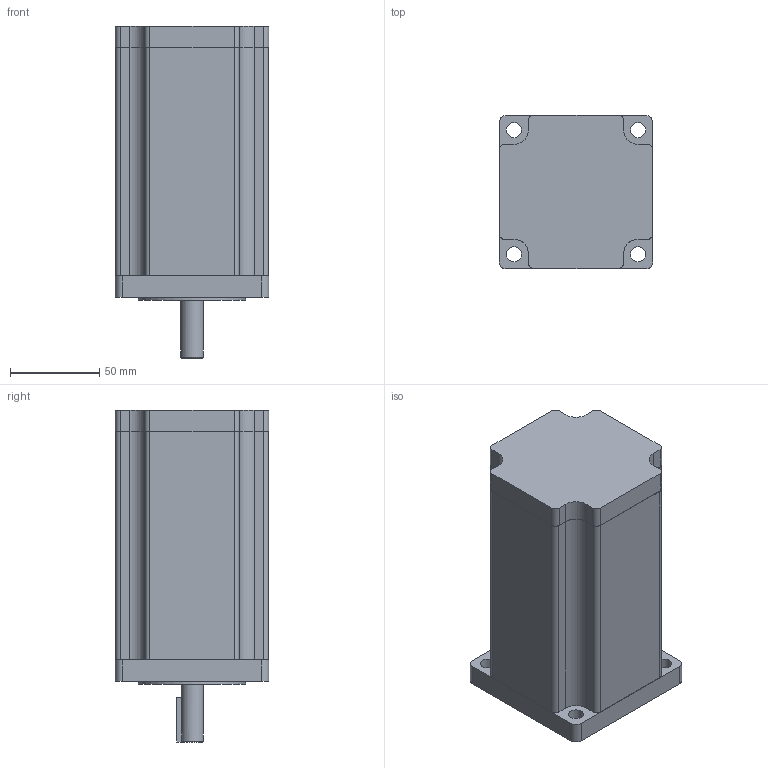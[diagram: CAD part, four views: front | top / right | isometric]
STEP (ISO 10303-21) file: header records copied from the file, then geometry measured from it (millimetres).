
FILE_DESCRIPTION(/* description */ (''),/* implementation_level */ '2;1');
FILE_NAME(/* name */ 'NEMA_34_12Nm.stp',/* time_stamp */ '2020-03-22T00:09:45+01:00',/* author */ ('user'),/* organization */ (''),/* preprocessor_version */ 'ST-DEVELOPER v15.6',/* originating_system */ 'Autodesk Inventor 2015',/* authorisation */ '');
FILE_SCHEMA (('AUTOMOTIVE_DESIGN { 1 0 10303 214 3 1 1 }'));
Length unit declared in the file: millimetre
Products named in the file (1): NEMA_34_12Nm
Bounding box: 86 x 86 x 186 mm (x, y, z)
Volume: 977369.5 mm3; surface area: 66097.6 mm2
Topology: 1 solids, 1 shells, 73 faces, 205 edges, 138 vertices
Faces by surface type: plane 38, cylinder 34, cone 1
Full cylindrical faces by diameter (mm): 8.5 x4, 12.7 x1, 60 x1
Entity records: 2430 total; most frequent: DIRECTION 410, CARTESIAN_POINT 405, ORIENTED_EDGE 388, EDGE_CURVE 194, AXIS2_PLACEMENT_3D 144, VERTEX_POINT 133, LINE 122, VECTOR 122
